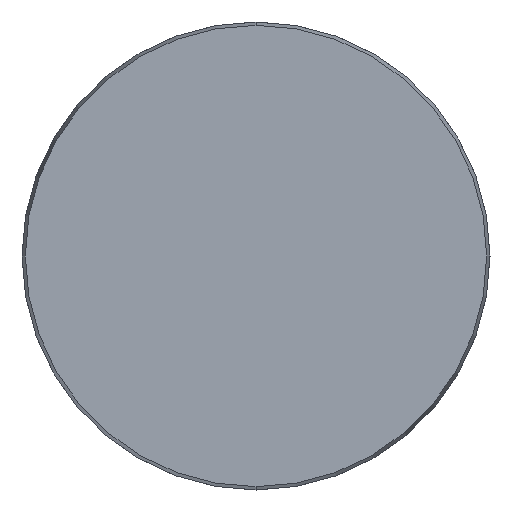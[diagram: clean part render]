
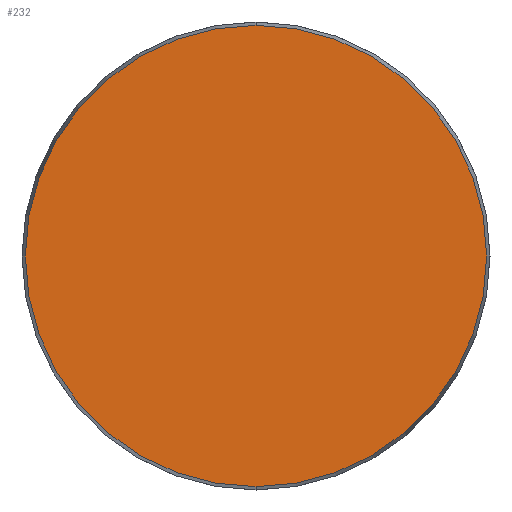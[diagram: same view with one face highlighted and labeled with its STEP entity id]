
A CAD part, front view. The second image highlights one B-rep face of the part: STEP entity #232.
In plain terms, the highlighted planar face has unit normal (0, -1, 0).
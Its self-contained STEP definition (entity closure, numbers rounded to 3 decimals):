
#29 = CARTESIAN_POINT ( 'NONE',  ( -59.143, 0., 0. ) ) ;
#52 = EDGE_CURVE ( 'NONE', #196, #370, #799, .T. ) ;
#124 = ORIENTED_EDGE ( 'NONE', *, *, #324, .T. ) ;
#177 = CARTESIAN_POINT ( 'NONE',  ( 0., 0., -59.143 ) ) ;
#196 = VERTEX_POINT ( 'NONE', #177 ) ;
#219 = DIRECTION ( 'NONE',  ( 0., 0., -1. ) ) ;
#232 = ADVANCED_FACE ( 'NONE', ( #246 ), #739, .F. ) ;
#246 = FACE_OUTER_BOUND ( 'NONE', #346, .T. ) ;
#254 = AXIS2_PLACEMENT_3D ( 'NONE', #307, #294, #669 ) ;
#294 = DIRECTION ( 'NONE',  ( 0., -1., 0. ) ) ;
#307 = CARTESIAN_POINT ( 'NONE',  ( 0., 0., 0. ) ) ;
#324 = EDGE_CURVE ( 'NONE', #370, #196, #351, .T. ) ;
#346 = EDGE_LOOP ( 'NONE', ( #124, #617 ) ) ;
#351 = CIRCLE ( 'NONE', #254, 59.143 ) ;
#368 = AXIS2_PLACEMENT_3D ( 'NONE', #402, #518, #219 ) ;
#370 = VERTEX_POINT ( 'NONE', #610 ) ;
#402 = CARTESIAN_POINT ( 'NONE',  ( 0., 0., 0. ) ) ;
#425 = DIRECTION ( 'NONE',  ( 0., 0., 1. ) ) ;
#450 = AXIS2_PLACEMENT_3D ( 'NONE', #29, #601, #425 ) ;
#518 = DIRECTION ( 'NONE',  ( 0., -1., 0. ) ) ;
#601 = DIRECTION ( 'NONE',  ( 0., 1., 0. ) ) ;
#610 = CARTESIAN_POINT ( 'NONE',  ( 0., 0., 59.143 ) ) ;
#617 = ORIENTED_EDGE ( 'NONE', *, *, #52, .T. ) ;
#669 = DIRECTION ( 'NONE',  ( 0., 0., -1. ) ) ;
#739 = PLANE ( 'NONE',  #450 ) ;
#799 = CIRCLE ( 'NONE', #368, 59.143 ) ;
